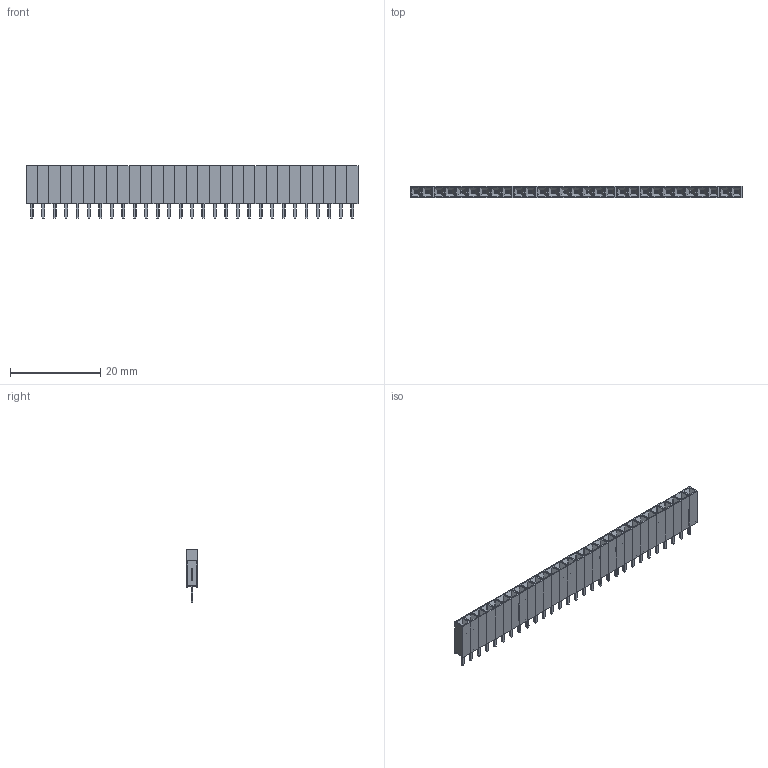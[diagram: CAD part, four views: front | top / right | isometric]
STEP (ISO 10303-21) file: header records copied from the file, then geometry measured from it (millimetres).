
FILE_DESCRIPTION(/* description */ (''),/* implementation_level */ '2;1');
FILE_NAME(/* name */ 'Female Pin Header 01x29.stp',/* time_stamp */ '2019-11-24T12:42:28+01:00',/* author */ ('Bernd das Brot'),/* organization */ (''),/* preprocessor_version */ 'ST-DEVELOPER v18',/* originating_system */ 'Autodesk Inventor 2020',/* authorisation */ '');
FILE_SCHEMA (('AUTOMOTIVE_DESIGN { 1 0 10303 214 3 1 1 }'));
Length unit declared in the file: millimetre
Products named in the file (2): Female Pin Header 01x29; Female Pin Header 1x
Assembly tree (29 placements, depth 2):
  Female Pin Header 01x29
    Female Pin Header 1x  x29
Bounding box: 73.66 x 2.54 x 11.7 mm (x, y, z)
Volume: 821.4 mm3; surface area: 5430.1 mm2
Topology: 29 solids, 29 shells, 4350 faces, 10034 edges, 5684 vertices
Faces by surface type: cylinder 1943, plane 1305, sphere 580, torus 406, bspline 116
Entity records: 4717 total; most frequent: DIRECTION 844, CARTESIAN_POINT 839, ORIENTED_EDGE 684, EDGE_CURVE 342, AXIS2_PLACEMENT_3D 329, VERTEX_POINT 196, LINE 186, VECTOR 186
